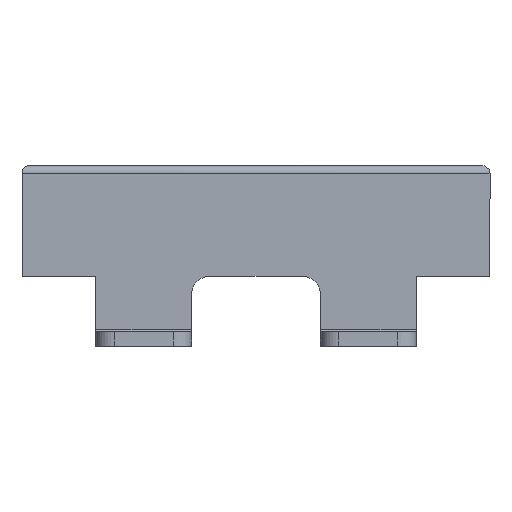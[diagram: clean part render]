
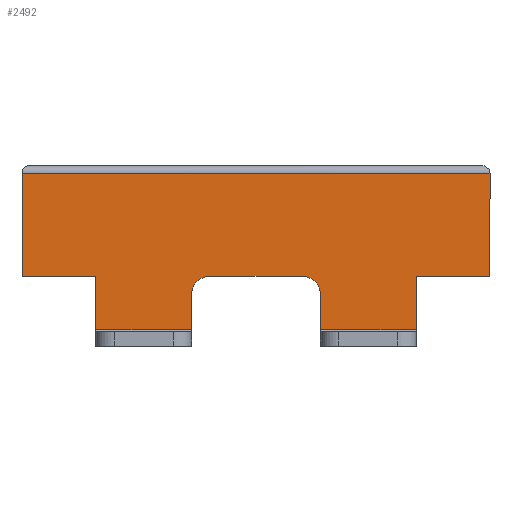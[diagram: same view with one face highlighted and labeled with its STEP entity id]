
A CAD part, left-side view. The second image highlights one B-rep face of the part: STEP entity #2492.
In plain terms, the highlighted planar face has unit normal (-1, 0, 0).
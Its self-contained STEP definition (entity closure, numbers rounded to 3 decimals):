
#37 = CARTESIAN_POINT ( 'NONE',  ( 27., -108.9, 316. ) ) ;
#95 = EDGE_CURVE ( 'NONE', #2938, #1874, #2240, .T. ) ;
#118 = DIRECTION ( 'NONE',  ( 0., 0., -1. ) ) ;
#124 = ORIENTED_EDGE ( 'NONE', *, *, #1648, .T. ) ;
#133 = CARTESIAN_POINT ( 'NONE',  ( 27., -138.9, 311. ) ) ;
#144 = ORIENTED_EDGE ( 'NONE', *, *, #3137, .F. ) ;
#148 = EDGE_LOOP ( 'NONE', ( #124, #1374, #2033, #3069, #277, #144, #924, #612, #2183, #2168, #1591, #1267, #1567, #3570 ) ) ;
#188 = VERTEX_POINT ( 'NONE', #1048 ) ;
#254 = CARTESIAN_POINT ( 'NONE',  ( 27., -184.9, 344. ) ) ;
#256 = EDGE_CURVE ( 'NONE', #3153, #2684, #1570, .T. ) ;
#264 = DIRECTION ( 'NONE',  ( -1., 0., 0. ) ) ;
#269 = DIRECTION ( 'NONE',  ( 0., 0., -1. ) ) ;
#277 = ORIENTED_EDGE ( 'NONE', *, *, #95, .T. ) ;
#281 = CARTESIAN_POINT ( 'NONE',  ( 27., -57.9, 344. ) ) ;
#325 = LINE ( 'NONE', #799, #1984 ) ;
#356 = VECTOR ( 'NONE', #3421, 1000. ) ;
#386 = CARTESIAN_POINT ( 'NONE',  ( 27., -184.9, 301.5 ) ) ;
#427 = VECTOR ( 'NONE', #554, 1000. ) ;
#473 = CIRCLE ( 'NONE', #579, 5. ) ;
#494 = EDGE_CURVE ( 'NONE', #3153, #807, #749, .T. ) ;
#530 = DIRECTION ( 'NONE',  ( 0., -1., 0. ) ) ;
#548 = CARTESIAN_POINT ( 'NONE',  ( 27., -133.9, 316. ) ) ;
#554 = DIRECTION ( 'NONE',  ( 0., 0., 1. ) ) ;
#576 = CARTESIAN_POINT ( 'NONE',  ( 27., -184.9, 346. ) ) ;
#579 = AXIS2_PLACEMENT_3D ( 'NONE', #3120, #1424, #1718 ) ;
#612 = ORIENTED_EDGE ( 'NONE', *, *, #494, .F. ) ;
#749 = LINE ( 'NONE', #3457, #1581 ) ;
#750 = CARTESIAN_POINT ( 'NONE',  ( 27., -184.9, 316. ) ) ;
#799 = CARTESIAN_POINT ( 'NONE',  ( 27., -184.9, 301.5 ) ) ;
#807 = VERTEX_POINT ( 'NONE', #281 ) ;
#833 = VECTOR ( 'NONE', #530, 1000. ) ;
#840 = CARTESIAN_POINT ( 'NONE',  ( 27., -57.9, 316. ) ) ;
#861 = VECTOR ( 'NONE', #1278, 1000. ) ;
#864 = LINE ( 'NONE', #3459, #356 ) ;
#910 = CARTESIAN_POINT ( 'NONE',  ( 27., -184.9, 344. ) ) ;
#924 = ORIENTED_EDGE ( 'NONE', *, *, #3021, .T. ) ;
#925 = DIRECTION ( 'NONE',  ( 0., -1., 0. ) ) ;
#990 = VERTEX_POINT ( 'NONE', #37 ) ;
#1048 = CARTESIAN_POINT ( 'NONE',  ( 27., -164.9, 301.5 ) ) ;
#1080 = LINE ( 'NONE', #254, #2493 ) ;
#1121 = VECTOR ( 'NONE', #1440, 1000. ) ;
#1267 = ORIENTED_EDGE ( 'NONE', *, *, #3472, .T. ) ;
#1278 = DIRECTION ( 'NONE',  ( 0., -1., 0. ) ) ;
#1327 = EDGE_CURVE ( 'NONE', #188, #2938, #3249, .T. ) ;
#1334 = CARTESIAN_POINT ( 'NONE',  ( 27., -103.9, 301.5 ) ) ;
#1374 = ORIENTED_EDGE ( 'NONE', *, *, #1696, .T. ) ;
#1388 = CARTESIAN_POINT ( 'NONE',  ( 27., -108.9, 311. ) ) ;
#1392 = VECTOR ( 'NONE', #925, 1000. ) ;
#1415 = VERTEX_POINT ( 'NONE', #2226 ) ;
#1424 = DIRECTION ( 'NONE',  ( 1., 0., 0. ) ) ;
#1440 = DIRECTION ( 'NONE',  ( 0., 0., -1. ) ) ;
#1450 = VERTEX_POINT ( 'NONE', #548 ) ;
#1499 = CARTESIAN_POINT ( 'NONE',  ( 27., -103.9, 311. ) ) ;
#1567 = ORIENTED_EDGE ( 'NONE', *, *, #2009, .T. ) ;
#1570 = LINE ( 'NONE', #2751, #833 ) ;
#1581 = VECTOR ( 'NONE', #2346, 1000. ) ;
#1591 = ORIENTED_EDGE ( 'NONE', *, *, #1824, .T. ) ;
#1593 = CARTESIAN_POINT ( 'NONE',  ( 27., -164.9, 316. ) ) ;
#1648 = EDGE_CURVE ( 'NONE', #1450, #2779, #473, .T. ) ;
#1662 = VERTEX_POINT ( 'NONE', #910 ) ;
#1695 = EDGE_CURVE ( 'NONE', #2719, #188, #3540, .T. ) ;
#1696 = EDGE_CURVE ( 'NONE', #2779, #2719, #3468, .T. ) ;
#1718 = DIRECTION ( 'NONE',  ( 0., 0., -1. ) ) ;
#1769 = CARTESIAN_POINT ( 'NONE',  ( 27., -138.9, 301.5 ) ) ;
#1824 = EDGE_CURVE ( 'NONE', #1415, #3590, #325, .T. ) ;
#1861 = LINE ( 'NONE', #576, #1121 ) ;
#1868 = DIRECTION ( 'NONE',  ( 0., -1., 0. ) ) ;
#1870 = VECTOR ( 'NONE', #118, 1000. ) ;
#1874 = VERTEX_POINT ( 'NONE', #750 ) ;
#1914 = CARTESIAN_POINT ( 'NONE',  ( 27., -184.9, 346. ) ) ;
#1984 = VECTOR ( 'NONE', #2475, 1000. ) ;
#2009 = EDGE_CURVE ( 'NONE', #2828, #990, #2289, .T. ) ;
#2033 = ORIENTED_EDGE ( 'NONE', *, *, #1695, .T. ) ;
#2161 = CARTESIAN_POINT ( 'NONE',  ( 27., -184.9, 316. ) ) ;
#2168 = ORIENTED_EDGE ( 'NONE', *, *, #2697, .T. ) ;
#2171 = LINE ( 'NONE', #2694, #861 ) ;
#2183 = ORIENTED_EDGE ( 'NONE', *, *, #256, .T. ) ;
#2206 = DIRECTION ( 'NONE',  ( 0., 0., 1. ) ) ;
#2226 = CARTESIAN_POINT ( 'NONE',  ( 27., -77.9, 301.5 ) ) ;
#2240 = LINE ( 'NONE', #2161, #3300 ) ;
#2279 = VECTOR ( 'NONE', #2750, 1000. ) ;
#2289 = CIRCLE ( 'NONE', #3147, 5. ) ;
#2319 = FACE_OUTER_BOUND ( 'NONE', #148, .T. ) ;
#2346 = DIRECTION ( 'NONE',  ( 0., 0., 1. ) ) ;
#2467 = CARTESIAN_POINT ( 'NONE',  ( 27., -164.9, 346. ) ) ;
#2475 = DIRECTION ( 'NONE',  ( 0., -1., 0. ) ) ;
#2492 = ADVANCED_FACE ( 'NONE', ( #2319 ), #3564, .T. ) ;
#2493 = VECTOR ( 'NONE', #2792, 1000. ) ;
#2517 = CARTESIAN_POINT ( 'NONE',  ( 27., -103.9, 346. ) ) ;
#2525 = DIRECTION ( 'NONE',  ( 1., 0., 0. ) ) ;
#2684 = VERTEX_POINT ( 'NONE', #3151 ) ;
#2694 = CARTESIAN_POINT ( 'NONE',  ( 27., -184.9, 316. ) ) ;
#2697 = EDGE_CURVE ( 'NONE', #2684, #1415, #864, .T. ) ;
#2719 = VERTEX_POINT ( 'NONE', #1769 ) ;
#2750 = DIRECTION ( 'NONE',  ( 0., 0., 1. ) ) ;
#2751 = CARTESIAN_POINT ( 'NONE',  ( 27., -77.9, 316. ) ) ;
#2779 = VERTEX_POINT ( 'NONE', #133 ) ;
#2792 = DIRECTION ( 'NONE',  ( 0., 1., 0. ) ) ;
#2828 = VERTEX_POINT ( 'NONE', #1499 ) ;
#2922 = EDGE_CURVE ( 'NONE', #990, #1450, #2171, .T. ) ;
#2937 = LINE ( 'NONE', #2517, #427 ) ;
#2938 = VERTEX_POINT ( 'NONE', #1593 ) ;
#3005 = AXIS2_PLACEMENT_3D ( 'NONE', #1914, #264, #2206 ) ;
#3021 = EDGE_CURVE ( 'NONE', #1662, #807, #1080, .T. ) ;
#3069 = ORIENTED_EDGE ( 'NONE', *, *, #1327, .T. ) ;
#3120 = CARTESIAN_POINT ( 'NONE',  ( 27., -133.9, 311. ) ) ;
#3137 = EDGE_CURVE ( 'NONE', #1662, #1874, #1861, .T. ) ;
#3147 = AXIS2_PLACEMENT_3D ( 'NONE', #1388, #2525, #269 ) ;
#3151 = CARTESIAN_POINT ( 'NONE',  ( 27., -77.9, 316. ) ) ;
#3153 = VERTEX_POINT ( 'NONE', #840 ) ;
#3195 = CARTESIAN_POINT ( 'NONE',  ( 27., -138.9, 346. ) ) ;
#3249 = LINE ( 'NONE', #2467, #2279 ) ;
#3300 = VECTOR ( 'NONE', #1868, 1000. ) ;
#3421 = DIRECTION ( 'NONE',  ( 0., 0., -1. ) ) ;
#3457 = CARTESIAN_POINT ( 'NONE',  ( 27., -57.9, 346. ) ) ;
#3459 = CARTESIAN_POINT ( 'NONE',  ( 27., -77.9, 346. ) ) ;
#3468 = LINE ( 'NONE', #3195, #1870 ) ;
#3472 = EDGE_CURVE ( 'NONE', #3590, #2828, #2937, .T. ) ;
#3540 = LINE ( 'NONE', #386, #1392 ) ;
#3564 = PLANE ( 'NONE',  #3005 ) ;
#3570 = ORIENTED_EDGE ( 'NONE', *, *, #2922, .T. ) ;
#3590 = VERTEX_POINT ( 'NONE', #1334 ) ;
